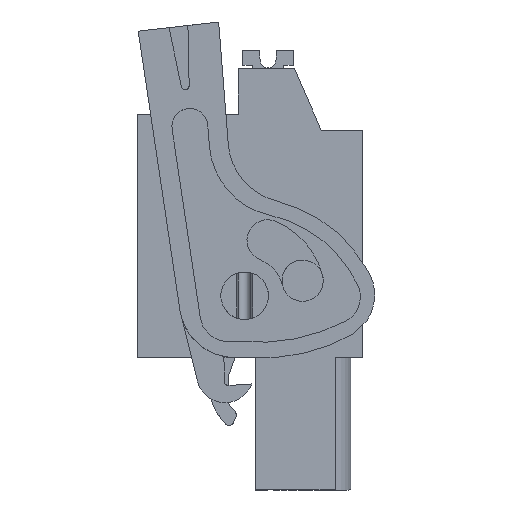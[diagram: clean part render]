
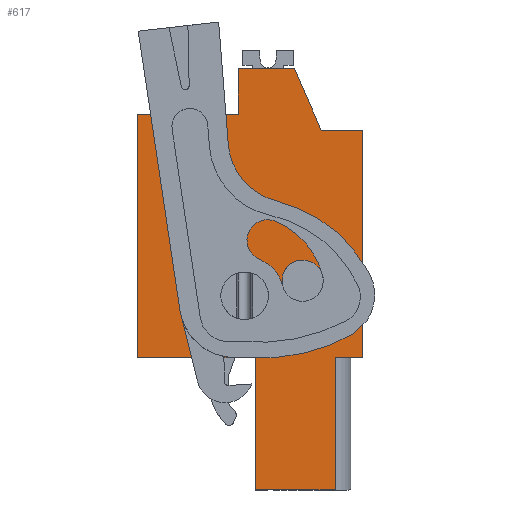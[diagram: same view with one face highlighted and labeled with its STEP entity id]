
A CAD part, left-side view. The second image highlights one B-rep face of the part: STEP entity #617.
In plain terms, the highlighted planar face has unit normal (-1, 0, 0).
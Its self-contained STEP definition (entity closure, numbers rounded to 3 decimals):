
#497=AXIS2_PLACEMENT_3D('Plane Axis2P3D',#494,#495,#496) ;
#583=AXIS2_PLACEMENT_3D('Circle Axis2P3D',#581,#582,$) ;
#592=AXIS2_PLACEMENT_3D('Circle Axis2P3D',#590,#591,$) ;
#601=AXIS2_PLACEMENT_3D('Circle Axis2P3D',#599,#600,$) ;
#610=AXIS2_PLACEMENT_3D('Circle Axis2P3D',#608,#609,$) ;
#42=CARTESIAN_POINT('Vertex',(4.85,8.618,26.59)) ;
#45=CARTESIAN_POINT('Line Origine',(4.85,6.843,26.59)) ;
#49=CARTESIAN_POINT('Vertex',(4.85,5.068,26.59)) ;
#404=CARTESIAN_POINT('Vertex',(4.85,8.618,23.69)) ;
#407=CARTESIAN_POINT('Line Origine',(4.85,8.618,25.14)) ;
#494=CARTESIAN_POINT('Axis2P3D Location',(4.85,7.568,8.35)) ;
#499=CARTESIAN_POINT('Line Origine',(4.85,2.493,4.175)) ;
#503=CARTESIAN_POINT('Vertex',(4.85,2.493,8.35)) ;
#505=CARTESIAN_POINT('Vertex',(4.85,2.493,0.)) ;
#508=CARTESIAN_POINT('Line Origine',(4.85,1.63,8.35)) ;
#512=CARTESIAN_POINT('Vertex',(4.85,0.768,8.35)) ;
#515=CARTESIAN_POINT('Line Origine',(4.85,0.768,15.52)) ;
#519=CARTESIAN_POINT('Vertex',(4.85,0.768,22.69)) ;
#522=CARTESIAN_POINT('Line Origine',(4.85,2.068,22.69)) ;
#526=CARTESIAN_POINT('Vertex',(4.85,3.368,22.69)) ;
#529=CARTESIAN_POINT('Line Origine',(4.85,4.218,24.64)) ;
#534=CARTESIAN_POINT('Line Origine',(4.85,11.793,23.69)) ;
#538=CARTESIAN_POINT('Vertex',(4.85,14.968,23.69)) ;
#541=CARTESIAN_POINT('Line Origine',(4.85,14.968,16.02)) ;
#545=CARTESIAN_POINT('Vertex',(4.85,14.968,8.35)) ;
#548=CARTESIAN_POINT('Line Origine',(4.85,11.253,8.35)) ;
#552=CARTESIAN_POINT('Vertex',(4.85,7.539,8.35)) ;
#555=CARTESIAN_POINT('Line Origine',(4.85,7.539,4.175)) ;
#559=CARTESIAN_POINT('Vertex',(4.85,7.539,0.)) ;
#562=CARTESIAN_POINT('Line Origine',(4.85,5.016,0.)) ;
#581=CARTESIAN_POINT('Axis2P3D Location',(4.85,8.204,12.25)) ;
#585=CARTESIAN_POINT('Vertex',(4.85,8.204,10.75)) ;
#587=CARTESIAN_POINT('Vertex',(4.85,8.204,13.75)) ;
#590=CARTESIAN_POINT('Axis2P3D Location',(4.85,8.204,12.25)) ;
#599=CARTESIAN_POINT('Axis2P3D Location',(4.85,4.544,13.2)) ;
#603=CARTESIAN_POINT('Vertex',(4.85,4.544,14.5)) ;
#605=CARTESIAN_POINT('Vertex',(4.85,4.544,11.9)) ;
#608=CARTESIAN_POINT('Axis2P3D Location',(4.85,4.544,13.2)) ;
#46=DIRECTION('Vector Direction',(0.,1.,0.)) ;
#408=DIRECTION('Vector Direction',(0.,0.,-1.)) ;
#495=DIRECTION('Axis2P3D Direction',(1.,0.,0.)) ;
#496=DIRECTION('Axis2P3D XDirection',(0.,1.,0.)) ;
#500=DIRECTION('Vector Direction',(0.,0.,-1.)) ;
#509=DIRECTION('Vector Direction',(0.,-1.,0.)) ;
#516=DIRECTION('Vector Direction',(0.,0.,-1.)) ;
#523=DIRECTION('Vector Direction',(0.,1.,0.)) ;
#530=DIRECTION('Vector Direction',(0.,0.4,0.917)) ;
#535=DIRECTION('Vector Direction',(0.,1.,0.)) ;
#542=DIRECTION('Vector Direction',(0.,0.,1.)) ;
#549=DIRECTION('Vector Direction',(0.,1.,0.)) ;
#556=DIRECTION('Vector Direction',(0.,0.,-1.)) ;
#563=DIRECTION('Vector Direction',(0.,1.,0.)) ;
#582=DIRECTION('Axis2P3D Direction',(1.,0.,0.)) ;
#591=DIRECTION('Axis2P3D Direction',(1.,0.,0.)) ;
#600=DIRECTION('Axis2P3D Direction',(1.,0.,0.)) ;
#609=DIRECTION('Axis2P3D Direction',(1.,0.,0.)) ;
#47=VECTOR('Line Direction',#46,1.) ;
#409=VECTOR('Line Direction',#408,1.) ;
#501=VECTOR('Line Direction',#500,1.) ;
#510=VECTOR('Line Direction',#509,1.) ;
#517=VECTOR('Line Direction',#516,1.) ;
#524=VECTOR('Line Direction',#523,1.) ;
#531=VECTOR('Line Direction',#530,1.) ;
#536=VECTOR('Line Direction',#535,1.) ;
#543=VECTOR('Line Direction',#542,1.) ;
#550=VECTOR('Line Direction',#549,1.) ;
#557=VECTOR('Line Direction',#556,1.) ;
#564=VECTOR('Line Direction',#563,1.) ;
#568=ORIENTED_EDGE('',*,*,#507,.F.) ;
#569=ORIENTED_EDGE('',*,*,#514,.F.) ;
#570=ORIENTED_EDGE('',*,*,#521,.F.) ;
#571=ORIENTED_EDGE('',*,*,#528,.T.) ;
#572=ORIENTED_EDGE('',*,*,#533,.T.) ;
#573=ORIENTED_EDGE('',*,*,#51,.T.) ;
#574=ORIENTED_EDGE('',*,*,#411,.T.) ;
#575=ORIENTED_EDGE('',*,*,#540,.T.) ;
#576=ORIENTED_EDGE('',*,*,#547,.F.) ;
#577=ORIENTED_EDGE('',*,*,#554,.F.) ;
#578=ORIENTED_EDGE('',*,*,#561,.T.) ;
#579=ORIENTED_EDGE('',*,*,#566,.F.) ;
#596=ORIENTED_EDGE('',*,*,#589,.T.) ;
#597=ORIENTED_EDGE('',*,*,#594,.T.) ;
#614=ORIENTED_EDGE('',*,*,#607,.T.) ;
#615=ORIENTED_EDGE('',*,*,#612,.T.) ;
#598=FACE_BOUND('',#595,.T.) ;
#616=FACE_BOUND('',#613,.T.) ;
#617=ADVANCED_FACE('HOUSING',(#580,#598,#616),#498,.F.) ;
#584=CIRCLE('generated circle',#583,1.5) ;
#593=CIRCLE('generated circle',#592,1.5) ;
#602=CIRCLE('generated circle',#601,1.3) ;
#611=CIRCLE('generated circle',#610,1.3) ;
#51=EDGE_CURVE('',#50,#43,#48,.T.) ;
#411=EDGE_CURVE('',#43,#405,#410,.T.) ;
#507=EDGE_CURVE('',#504,#506,#502,.T.) ;
#514=EDGE_CURVE('',#513,#504,#511,.F.) ;
#521=EDGE_CURVE('',#520,#513,#518,.T.) ;
#528=EDGE_CURVE('',#520,#527,#525,.T.) ;
#533=EDGE_CURVE('',#527,#50,#532,.T.) ;
#540=EDGE_CURVE('',#405,#539,#537,.T.) ;
#547=EDGE_CURVE('',#546,#539,#544,.T.) ;
#554=EDGE_CURVE('',#553,#546,#551,.T.) ;
#561=EDGE_CURVE('',#553,#560,#558,.T.) ;
#566=EDGE_CURVE('',#506,#560,#565,.T.) ;
#589=EDGE_CURVE('',#586,#588,#584,.T.) ;
#594=EDGE_CURVE('',#588,#586,#593,.T.) ;
#607=EDGE_CURVE('',#604,#606,#602,.T.) ;
#612=EDGE_CURVE('',#606,#604,#611,.T.) ;
#567=EDGE_LOOP('',(#568,#569,#570,#571,#572,#573,#574,#575,#576,#577,#578,#579)) ;
#595=EDGE_LOOP('',(#596,#597)) ;
#613=EDGE_LOOP('',(#614,#615)) ;
#580=FACE_OUTER_BOUND('',#567,.T.) ;
#48=LINE('Line',#45,#47) ;
#410=LINE('Line',#407,#409) ;
#502=LINE('Line',#499,#501) ;
#511=LINE('Line',#508,#510) ;
#518=LINE('Line',#515,#517) ;
#525=LINE('Line',#522,#524) ;
#532=LINE('Line',#529,#531) ;
#537=LINE('Line',#534,#536) ;
#544=LINE('Line',#541,#543) ;
#551=LINE('Line',#548,#550) ;
#558=LINE('Line',#555,#557) ;
#565=LINE('Line',#562,#564) ;
#498=PLANE('',#497) ;
#43=VERTEX_POINT('',#42) ;
#50=VERTEX_POINT('',#49) ;
#405=VERTEX_POINT('',#404) ;
#504=VERTEX_POINT('',#503) ;
#506=VERTEX_POINT('',#505) ;
#513=VERTEX_POINT('',#512) ;
#520=VERTEX_POINT('',#519) ;
#527=VERTEX_POINT('',#526) ;
#539=VERTEX_POINT('',#538) ;
#546=VERTEX_POINT('',#545) ;
#553=VERTEX_POINT('',#552) ;
#560=VERTEX_POINT('',#559) ;
#586=VERTEX_POINT('',#585) ;
#588=VERTEX_POINT('',#587) ;
#604=VERTEX_POINT('',#603) ;
#606=VERTEX_POINT('',#605) ;
